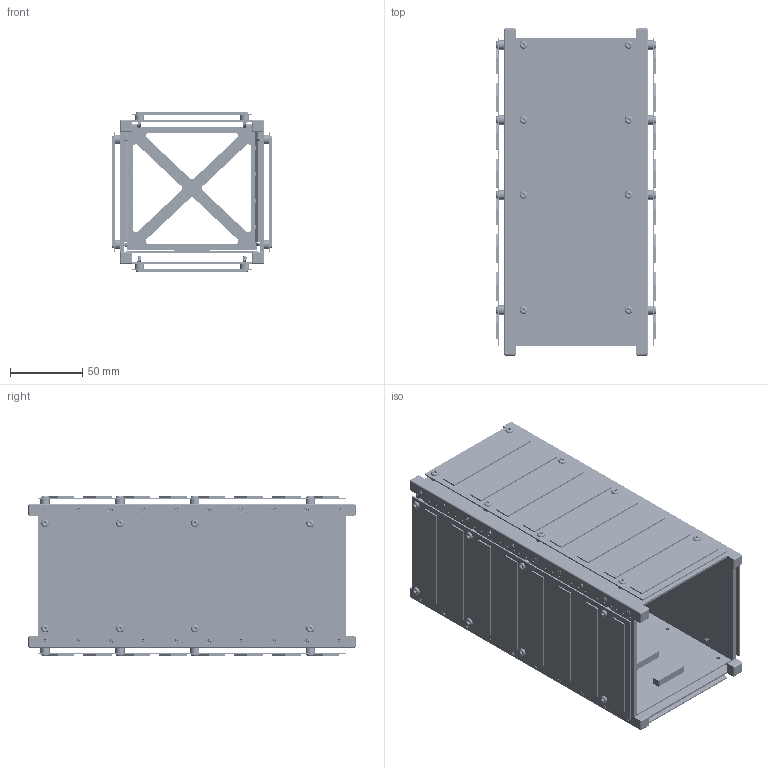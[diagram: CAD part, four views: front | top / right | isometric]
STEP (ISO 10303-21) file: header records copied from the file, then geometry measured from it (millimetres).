
FILE_DESCRIPTION (( 'STEP AP214' ), '1' );
FILE_NAME ('2U_CubeSat_v0.1.STEP', '2016-02-22T03:03:07', ( '' ), ( '' ), 'SwSTEP 2.0', 'SolidWorks 2015', '' );
FILE_SCHEMA (( 'AUTOMOTIVE_DESIGN' ));
Length unit declared in the file: millimetre
Products named in the file (12): 2U_CubeSat_v0.1; Standoff_4-40_0.125(91125A339)_91125A339; Button_4-40_0.375(90910A716)_90910A716; Solar_Panel; uFlat_head_0-80_0.125(96877A070)_96877A070; Board_plate; Comm_Board; Board_Rail_Ym; Chassis_X_minus; Board_Rail_Yp; Y side; Chassis_X_plus
Assembly tree (126 placements, depth 2):
  2U_CubeSat_v0.1
    Chassis_X_plus
    Y side  x2
    Board_Rail_Yp
    Chassis_X_minus
    Board_Rail_Ym
    Comm_Board
    Board_plate
    uFlat_head_0-80_0.125(96877A070)_96877A070  x42
    Solar_Panel  x4
    Button_4-40_0.375(90910A716)_90910A716  x36
    Standoff_4-40_0.125(91125A339)_91125A339  x36
Bounding box: 111.35 x 227 x 111.35 mm (x, y, z)
Volume: 333965.6 mm3; surface area: 393401.1 mm2
Topology: 126 solids, 126 shells, 6887 faces, 18969 edges, 12402 vertices
Faces by surface type: cylinder 3887, plane 1404, cone 1180, bspline 336, torus 72, sphere 8
Entity records: 31050 total; most frequent: CARTESIAN_POINT 8831, DIRECTION 4184, ORIENTED_EDGE 4086, EDGE_CURVE 2043, AXIS2_PLACEMENT_3D 1514, VERTEX_POINT 1296, VECTOR 1156, LINE 1156
